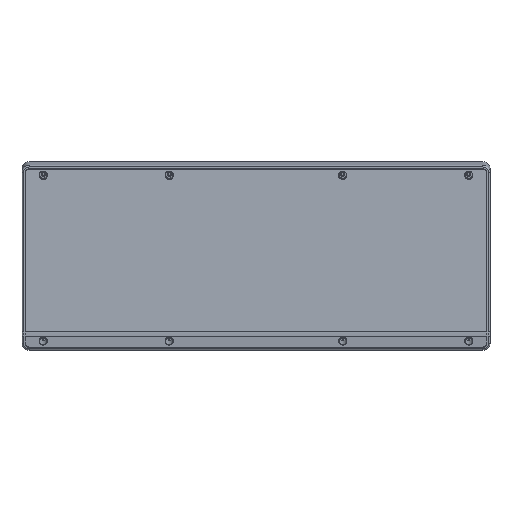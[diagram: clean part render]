
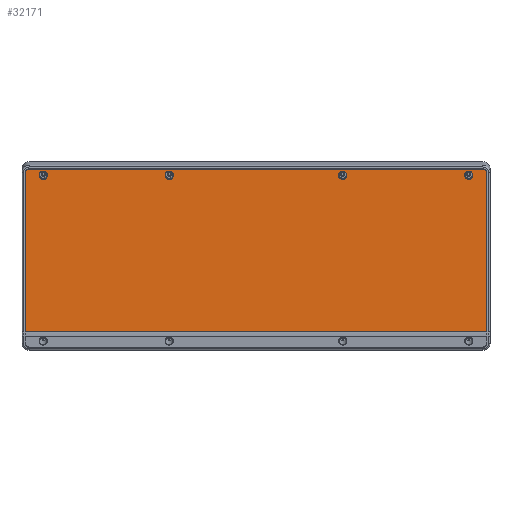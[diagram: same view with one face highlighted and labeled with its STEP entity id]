
A CAD part, front view. The second image highlights one B-rep face of the part: STEP entity #32171.
In plain terms, the highlighted planar face has unit normal (0, -1, 0).
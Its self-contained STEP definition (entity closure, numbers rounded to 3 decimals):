
#289=B_SPLINE_CURVE_WITH_KNOTS('',3,(#55201,#55202,#55203,#55204,#55205,
#55206,#55207,#55208,#55209,#55210),.UNSPECIFIED.,.T.,.F.,(4,1,1,1,1,1,
1,4),(-3.142,-2.244,-1.346,-0.449,
0.449,1.346,2.244,3.142),
 .UNSPECIFIED.);
#290=B_SPLINE_CURVE_WITH_KNOTS('',3,(#55253,#55254,#55255,#55256,#55257,
#55258,#55259,#55260,#55261,#55262),.UNSPECIFIED.,.T.,.F.,(4,1,1,1,1,1,
1,4),(-3.142,-2.244,-1.346,-0.449,
0.449,1.346,2.244,3.142),
 .UNSPECIFIED.);
#291=B_SPLINE_CURVE_WITH_KNOTS('',3,(#55305,#55306,#55307,#55308,#55309,
#55310,#55311,#55312,#55313,#55314),.UNSPECIFIED.,.T.,.F.,(4,1,1,1,1,1,
1,4),(-3.142,-2.244,-1.346,-0.449,
0.449,1.346,2.244,3.142),
 .UNSPECIFIED.);
#292=B_SPLINE_CURVE_WITH_KNOTS('',3,(#55357,#55358,#55359,#55360,#55361,
#55362,#55363,#55364,#55365,#55366),.UNSPECIFIED.,.T.,.F.,(4,1,1,1,1,1,
1,4),(-3.142,-2.244,-1.346,-0.449,
0.449,1.346,2.244,3.142),
 .UNSPECIFIED.);
#347=ELLIPSE('',#34960,2.525,2.5);
#348=ELLIPSE('',#34964,2.525,2.5);
#713=FACE_BOUND('',#6529,.T.);
#714=FACE_BOUND('',#6530,.T.);
#715=FACE_BOUND('',#6531,.T.);
#716=FACE_BOUND('',#6532,.T.);
#4608=FACE_OUTER_BOUND('',#6528,.T.);
#6528=EDGE_LOOP('',(#29675,#29676,#29677,#29678,#29679,#29680));
#6529=EDGE_LOOP('',(#29681));
#6530=EDGE_LOOP('',(#29682));
#6531=EDGE_LOOP('',(#29683));
#6532=EDGE_LOOP('',(#29684));
#9302=LINE('',#54509,#12269);
#9305=LINE('',#54518,#12272);
#9316=LINE('',#54561,#12283);
#9329=LINE('',#54595,#12296);
#12269=VECTOR('',#43512,10.);
#12272=VECTOR('',#43521,10.);
#12283=VECTOR('',#43564,10.);
#12296=VECTOR('',#43603,10.);
#15394=VERTEX_POINT('',#54497);
#15395=VERTEX_POINT('',#54498);
#15398=VERTEX_POINT('',#54507);
#15399=VERTEX_POINT('',#54511);
#15400=VERTEX_POINT('',#54512);
#15401=VERTEX_POINT('',#54517);
#15539=VERTEX_POINT('',#55199);
#15540=VERTEX_POINT('',#55251);
#15541=VERTEX_POINT('',#55303);
#15542=VERTEX_POINT('',#55355);
#19946=EDGE_CURVE('',#15394,#15395,#347,.T.);
#19952=EDGE_CURVE('',#15394,#15398,#9302,.T.);
#19953=EDGE_CURVE('',#15399,#15400,#348,.T.);
#19956=EDGE_CURVE('',#15401,#15400,#9305,.T.);
#19978=EDGE_CURVE('',#15395,#15399,#9316,.T.);
#19995=EDGE_CURVE('',#15401,#15398,#9329,.T.);
#20246=EDGE_CURVE('',#15539,#15539,#289,.T.);
#20248=EDGE_CURVE('',#15540,#15540,#290,.T.);
#20250=EDGE_CURVE('',#15541,#15541,#291,.T.);
#20252=EDGE_CURVE('',#15542,#15542,#292,.T.);
#29675=ORIENTED_EDGE('',*,*,#19946,.F.);
#29676=ORIENTED_EDGE('',*,*,#19952,.T.);
#29677=ORIENTED_EDGE('',*,*,#19995,.F.);
#29678=ORIENTED_EDGE('',*,*,#19956,.T.);
#29679=ORIENTED_EDGE('',*,*,#19953,.F.);
#29680=ORIENTED_EDGE('',*,*,#19978,.F.);
#29681=ORIENTED_EDGE('',*,*,#20252,.F.);
#29682=ORIENTED_EDGE('',*,*,#20250,.F.);
#29683=ORIENTED_EDGE('',*,*,#20248,.F.);
#29684=ORIENTED_EDGE('',*,*,#20246,.F.);
#30476=PLANE('',#35231);
#32171=ADVANCED_FACE('',(#4608,#713,#714,#715,#716),#30476,.T.);
#34960=AXIS2_PLACEMENT_3D('',#54499,#43502,#43503);
#34964=AXIS2_PLACEMENT_3D('',#54513,#43515,#43516);
#35231=AXIS2_PLACEMENT_3D('',#55375,#44246,#44247);
#43502=DIRECTION('center_axis',(0.,1.,0.));
#43503=DIRECTION('ref_axis',(0.,0.,
1.));
#43512=DIRECTION('',(0.,0.,-1.));
#43515=DIRECTION('center_axis',(0.,1.,0.));
#43516=DIRECTION('ref_axis',(0.,0.,
1.));
#43521=DIRECTION('',(0.,0.,1.));
#43564=DIRECTION('',(1.,0.,0.));
#43603=DIRECTION('',(-1.,0.,0.));
#44246=DIRECTION('center_axis',(0.,-1.,0.));
#44247=DIRECTION('ref_axis',(0.,0.,
1.));
#54497=CARTESIAN_POINT('',(-3.425,0.813,111.659));
#54498=CARTESIAN_POINT('',(-0.925,0.813,114.184));
#54499=CARTESIAN_POINT('Origin',(-0.925,0.813,111.659));
#54507=CARTESIAN_POINT('',(-3.425,0.813,10.537));
#54509=CARTESIAN_POINT('',(-3.425,0.813,71.837));
#54511=CARTESIAN_POINT('',(287.625,0.813,114.184));
#54512=CARTESIAN_POINT('',(290.125,0.813,111.659));
#54513=CARTESIAN_POINT('Origin',(287.625,0.813,111.659));
#54517=CARTESIAN_POINT('',(290.125,0.813,10.537));
#54518=CARTESIAN_POINT('',(290.125,0.813,58.455));
#54561=CARTESIAN_POINT('',(143.35,0.813,114.184));
#54595=CARTESIAN_POINT('',(214.062,0.813,10.537));
#55199=CARTESIAN_POINT('',(278.775,0.813,107.559));
#55201=CARTESIAN_POINT('Ctrl Pts',(278.775,0.813,107.559));
#55202=CARTESIAN_POINT('Ctrl Pts',(279.569,0.813,107.559));
#55203=CARTESIAN_POINT('Ctrl Pts',(281.144,0.813,108.328));
#55204=CARTESIAN_POINT('Ctrl Pts',(281.737,0.813,110.913));
#55205=CARTESIAN_POINT('Ctrl Pts',(280.091,0.813,112.987));
#55206=CARTESIAN_POINT('Ctrl Pts',(277.456,0.813,112.994));
#55207=CARTESIAN_POINT('Ctrl Pts',(275.821,0.813,110.912));
#55208=CARTESIAN_POINT('Ctrl Pts',(276.401,0.813,108.328));
#55209=CARTESIAN_POINT('Ctrl Pts',(277.981,0.813,107.559));
#55210=CARTESIAN_POINT('Ctrl Pts',(278.775,0.813,107.559));
#55251=CARTESIAN_POINT('',(7.925,0.813,107.559));
#55253=CARTESIAN_POINT('Ctrl Pts',(7.925,0.813,107.559));
#55254=CARTESIAN_POINT('Ctrl Pts',(8.719,0.813,107.559));
#55255=CARTESIAN_POINT('Ctrl Pts',(10.294,0.813,108.328));
#55256=CARTESIAN_POINT('Ctrl Pts',(10.887,0.813,110.913));
#55257=CARTESIAN_POINT('Ctrl Pts',(9.241,0.813,112.987));
#55258=CARTESIAN_POINT('Ctrl Pts',(6.606,0.813,112.993));
#55259=CARTESIAN_POINT('Ctrl Pts',(4.97,0.813,110.912));
#55260=CARTESIAN_POINT('Ctrl Pts',(5.551,0.813,108.327));
#55261=CARTESIAN_POINT('Ctrl Pts',(7.131,0.813,107.559));
#55262=CARTESIAN_POINT('Ctrl Pts',(7.925,0.813,107.559));
#55303=CARTESIAN_POINT('',(88.137,0.813,107.559));
#55305=CARTESIAN_POINT('Ctrl Pts',(88.137,0.813,107.559));
#55306=CARTESIAN_POINT('Ctrl Pts',(88.931,0.813,107.559));
#55307=CARTESIAN_POINT('Ctrl Pts',(90.507,0.813,108.328));
#55308=CARTESIAN_POINT('Ctrl Pts',(91.1,0.813,110.913));
#55309=CARTESIAN_POINT('Ctrl Pts',(89.454,0.813,112.987));
#55310=CARTESIAN_POINT('Ctrl Pts',(86.818,0.813,112.994));
#55311=CARTESIAN_POINT('Ctrl Pts',(85.183,0.813,110.912));
#55312=CARTESIAN_POINT('Ctrl Pts',(85.764,0.813,108.327));
#55313=CARTESIAN_POINT('Ctrl Pts',(87.344,0.813,107.559));
#55314=CARTESIAN_POINT('Ctrl Pts',(88.137,0.813,107.559));
#55355=CARTESIAN_POINT('',(198.562,0.813,107.559));
#55357=CARTESIAN_POINT('Ctrl Pts',(198.562,0.813,107.559));
#55358=CARTESIAN_POINT('Ctrl Pts',(199.356,0.813,107.559));
#55359=CARTESIAN_POINT('Ctrl Pts',(200.932,0.813,108.328));
#55360=CARTESIAN_POINT('Ctrl Pts',(201.525,0.813,110.913));
#55361=CARTESIAN_POINT('Ctrl Pts',(199.879,0.813,112.987));
#55362=CARTESIAN_POINT('Ctrl Pts',(197.243,0.813,112.994));
#55363=CARTESIAN_POINT('Ctrl Pts',(195.608,0.813,110.912));
#55364=CARTESIAN_POINT('Ctrl Pts',(196.189,0.813,108.328));
#55365=CARTESIAN_POINT('Ctrl Pts',(197.769,0.813,107.559));
#55366=CARTESIAN_POINT('Ctrl Pts',(198.562,0.813,107.559));
#55375=CARTESIAN_POINT('Origin',(143.35,0.813,58.078));
